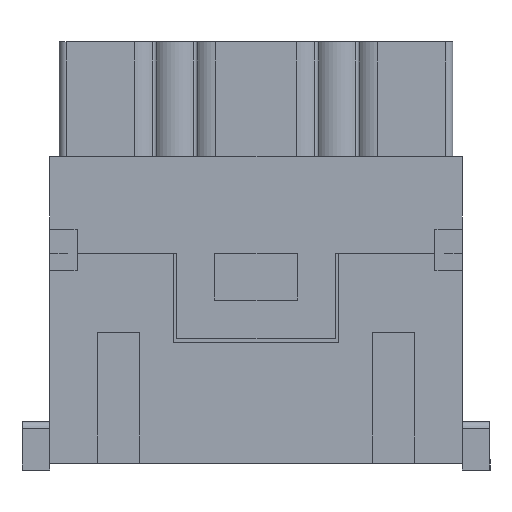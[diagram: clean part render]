
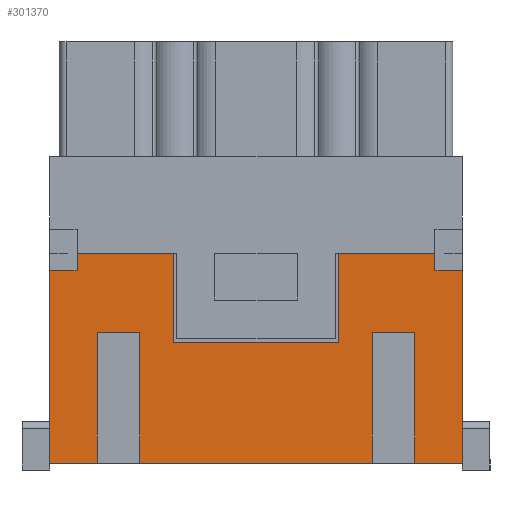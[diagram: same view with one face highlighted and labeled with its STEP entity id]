
A CAD part, left-side view. The second image highlights one B-rep face of the part: STEP entity #301370.
In plain terms, the highlighted planar face has unit normal (-1, 0, 0).
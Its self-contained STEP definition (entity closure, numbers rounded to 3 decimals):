
#105740=CARTESIAN_POINT('',(41.348,63.757,-30.
));
#105750=VERTEX_POINT('',#105740);
#105780=CARTESIAN_POINT('',(41.348,58.057,-30.
));
#105790=DIRECTION('',(0.,-1.,0.));
#105800=VECTOR('',#105790,1.);
#105810=LINE('',#105780,#105800);
#105820=CARTESIAN_POINT('',(41.348,62.507,-30.));
#105830=VERTEX_POINT('',#105820);
#105840=EDGE_CURVE('',#105750,#105830,#105810,.T.);
#111490=CARTESIAN_POINT('',(41.348,62.507,-4.));
#111500=VERTEX_POINT('',#111490);
#111530=CARTESIAN_POINT('',(41.348,58.057,-4.));
#111540=DIRECTION('',(0.,1.,0.));
#111550=VECTOR('',#111540,1.);
#111560=LINE('',#111530,#111550);
#111570=CARTESIAN_POINT('',(41.348,63.757,-4.
));
#111580=VERTEX_POINT('',#111570);
#111590=EDGE_CURVE('',#111500,#111580,#111560,.T.);
#147340=CARTESIAN_POINT('',(41.348,68.257,-8.55));
#147350=VERTEX_POINT('',#147340);
#147500=CARTESIAN_POINT('',(41.348,68.257,-5.45));
#147510=VERTEX_POINT('',#147500);
#147540=CARTESIAN_POINT('',(41.348,68.257,-4.559));
#147550=DIRECTION('',(0.,0.,-1.));
#147560=VECTOR('',#147550,1.);
#147570=LINE('',#147540,#147560);
#147580=EDGE_CURVE('',#147510,#147350,#147570,.T.);
#151820=CARTESIAN_POINT('',(41.348,58.057,-5.45));
#151830=DIRECTION('',(-0.,-1.,0.));
#151840=VECTOR('',#151830,1.);
#151850=LINE('',#151820,#151840);
#151860=CARTESIAN_POINT('',(41.348,77.757,-5.45));
#151870=VERTEX_POINT('',#151860);
#151880=EDGE_CURVE('',#151870,#147510,#151850,.T.);
#153850=CARTESIAN_POINT('',(41.348,69.007,-23.));
#153860=VERTEX_POINT('',#153850);
#153890=CARTESIAN_POINT('',(41.348,69.007,-4.559
));
#153900=DIRECTION('',(0.,0.,1.));
#153910=VECTOR('',#153900,1.);
#153920=LINE('',#153890,#153910);
#153930=CARTESIAN_POINT('',(41.348,69.007,-11.));
#153940=VERTEX_POINT('',#153930);
#153950=EDGE_CURVE('',#153860,#153940,#153920,.T.);
#154220=CARTESIAN_POINT('',(41.348,62.507,-11.));
#154230=VERTEX_POINT('',#154220);
#154350=CARTESIAN_POINT('',(41.348,58.057,-11.));
#154360=DIRECTION('',(0.,1.,0.));
#154370=VECTOR('',#154360,1.);
#154380=LINE('',#154350,#154370);
#154390=EDGE_CURVE('',#154230,#153940,#154380,.T.);
#155690=CARTESIAN_POINT('',(41.348,63.757,-4.559
));
#155700=DIRECTION('',(0.,0.,1.));
#155710=VECTOR('',#155700,1.);
#155720=LINE('',#155690,#155710);
#155730=CARTESIAN_POINT('',(41.348,63.757,-2.
));
#155740=VERTEX_POINT('',#155730);
#155750=EDGE_CURVE('',#111580,#155740,#155720,.T.);
#156520=CARTESIAN_POINT('',(41.348,63.757,-32.
));
#156530=VERTEX_POINT('',#156520);
#156560=CARTESIAN_POINT('',(41.348,63.757,-4.559
));
#156570=DIRECTION('',(0.,0.,1.));
#156580=VECTOR('',#156570,1.);
#156590=LINE('',#156560,#156580);
#156600=EDGE_CURVE('',#156530,#105750,#156590,.T.);
#156800=CARTESIAN_POINT('',(41.348,62.507,-4.559
));
#156810=DIRECTION('',(0.,0.,1.));
#156820=VECTOR('',#156810,1.);
#156830=LINE('',#156800,#156820);
#156840=EDGE_CURVE('',#154230,#111500,#156830,.T.);
#157060=CARTESIAN_POINT('',(41.348,62.507,-23.));
#157070=VERTEX_POINT('',#157060);
#157120=CARTESIAN_POINT('',(41.348,58.057,-23.));
#157130=DIRECTION('',(0.,-1.,0.));
#157140=VECTOR('',#157130,1.);
#157150=LINE('',#157120,#157140);
#157160=EDGE_CURVE('',#153860,#157070,#157150,.T.);
#157360=CARTESIAN_POINT('',(41.348,62.507,-4.559));
#157370=DIRECTION('',(0.,0.,-1.));
#157380=VECTOR('',#157370,1.);
#157390=LINE('',#157360,#157380);
#157400=EDGE_CURVE('',#157070,#105830,#157390,.T.);
#162570=CARTESIAN_POINT('',(41.348,77.757,-2.));
#162580=VERTEX_POINT('',#162570);
#162610=CARTESIAN_POINT('',(41.348,77.757,-4.559));
#162620=DIRECTION('',(-0.,0.,-1.));
#162630=VECTOR('',#162620,1.);
#162640=LINE('',#162610,#162630);
#162650=EDGE_CURVE('',#162580,#151870,#162640,.T.);
#162800=CARTESIAN_POINT('',(41.348,77.757,-8.55));
#162810=VERTEX_POINT('',#162800);
#162840=CARTESIAN_POINT('',(41.348,77.757,-4.559));
#162850=DIRECTION('',(0.,0.,-1.));
#162860=VECTOR('',#162850,1.);
#162870=LINE('',#162840,#162860);
#162880=CARTESIAN_POINT('',(41.348,77.757,-25.45));
#162890=VERTEX_POINT('',#162880);
#162900=EDGE_CURVE('',#162810,#162890,#162870,.T.);
#163120=CARTESIAN_POINT('',(41.348,77.757,-28.55
));
#163130=VERTEX_POINT('',#163120);
#163160=CARTESIAN_POINT('',(41.348,77.757,-32.
));
#163170=VERTEX_POINT('',#163160);
#163180=EDGE_CURVE('',#163130,#163170,#162640,.T.);
#293090=CARTESIAN_POINT('',(41.348,58.057,-32.));
#293100=DIRECTION('',(0.,-1.,0.));
#293110=VECTOR('',#293100,1.);
#293120=LINE('',#293090,#293110);
#293130=EDGE_CURVE('',#163170,#156530,#293120,.T.);
#298600=CARTESIAN_POINT('',(41.348,58.057,-2.));
#298610=DIRECTION('',(0.,-1.,0.));
#298620=VECTOR('',#298610,1.);
#298630=LINE('',#298600,#298620);
#298640=EDGE_CURVE('',#162580,#155740,#298630,.T.);
#300900=CARTESIAN_POINT('',(41.348,78.257,-32.));
#300910=DIRECTION('',(-1.,0.,-0.));
#300920=DIRECTION('',(0.,0.,-1.));
#300930=AXIS2_PLACEMENT_3D('',#300900,#300910,#300920);
#300940=PLANE('',#300930);
#300950=CARTESIAN_POINT('',(41.348,58.057,-28.55));
#300960=DIRECTION('',(0.,1.,0.));
#300970=VECTOR('',#300960,1.);
#300980=LINE('',#300950,#300970);
#300990=CARTESIAN_POINT('',(41.348,68.257,-28.55));
#301000=VERTEX_POINT('',#300990);
#301010=EDGE_CURVE('',#301000,#163130,#300980,.T.);
#301020=ORIENTED_EDGE('',*,*,#301010,.T.);
#301030=CARTESIAN_POINT('',(41.348,68.257,-25.45));
#301040=VERTEX_POINT('',#301030);
#301050=EDGE_CURVE('',#301040,#301000,#147570,.T.);
#301060=ORIENTED_EDGE('',*,*,#301050,.T.);
#301070=CARTESIAN_POINT('',(41.348,58.057,-25.45));
#301080=DIRECTION('',(-0.,-1.,0.));
#301090=VECTOR('',#301080,1.);
#301100=LINE('',#301070,#301090);
#301110=EDGE_CURVE('',#162890,#301040,#301100,.T.);
#301120=ORIENTED_EDGE('',*,*,#301110,.T.);
#301130=ORIENTED_EDGE('',*,*,#162900,.T.);
#301140=CARTESIAN_POINT('',(41.348,58.057,-8.55));
#301150=DIRECTION('',(0.,1.,0.));
#301160=VECTOR('',#301150,1.);
#301170=LINE('',#301140,#301160);
#301180=EDGE_CURVE('',#147350,#162810,#301170,.T.);
#301190=ORIENTED_EDGE('',*,*,#301180,.T.);
#301200=ORIENTED_EDGE('',*,*,#147580,.T.);
#301210=ORIENTED_EDGE('',*,*,#151880,.T.);
#301220=ORIENTED_EDGE('',*,*,#162650,.T.);
#301230=ORIENTED_EDGE('',*,*,#298640,.F.);
#301240=ORIENTED_EDGE('',*,*,#155750,.T.);
#301250=ORIENTED_EDGE('',*,*,#111590,.T.);
#301260=ORIENTED_EDGE('',*,*,#156840,.T.);
#301270=ORIENTED_EDGE('',*,*,#154390,.F.);
#301280=ORIENTED_EDGE('',*,*,#153950,.T.);
#301290=ORIENTED_EDGE('',*,*,#157160,.F.);
#301300=ORIENTED_EDGE('',*,*,#157400,.F.);
#301310=ORIENTED_EDGE('',*,*,#105840,.T.);
#301320=ORIENTED_EDGE('',*,*,#156600,.T.);
#301330=ORIENTED_EDGE('',*,*,#293130,.T.);
#301340=ORIENTED_EDGE('',*,*,#163180,.T.);
#301350=EDGE_LOOP('',(#301340,#301330,#301320,#301310,#301300,#301290,
#301280,#301270,#301260,#301250,#301240,#301230,#301220,#301210,#301200,
#301190,#301130,#301120,#301060,#301020));
#301360=FACE_OUTER_BOUND('',#301350,.T.);
#301370=ADVANCED_FACE('',(#301360),#300940,.T.);
